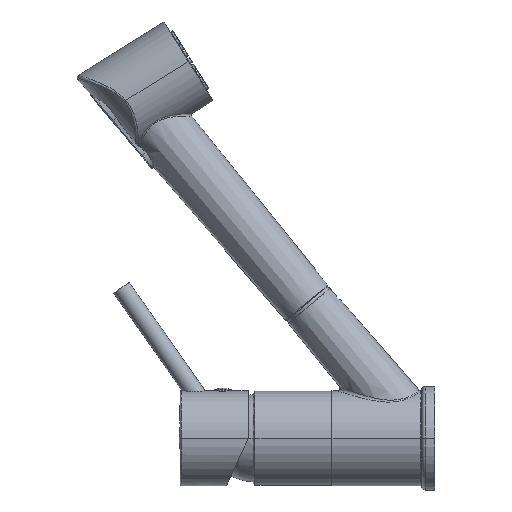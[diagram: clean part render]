
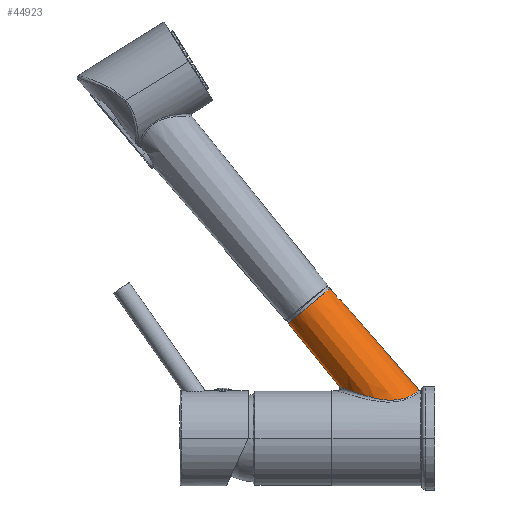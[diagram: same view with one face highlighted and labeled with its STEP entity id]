
A CAD part, left-side view. The second image highlights one B-rep face of the part: STEP entity #44923.
In plain terms, the highlighted conical face has half-angle 1 degrees and reference radius 15.122 mm.
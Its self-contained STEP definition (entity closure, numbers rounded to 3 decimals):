
#14474=CARTESIAN_POINT('',(0.,59.958,63.872));
#14475=DIRECTION('',(0.,0.643,0.766));
#14476=DIRECTION('',(-0.239,-0.744,0.624));
#14477=AXIS2_PLACEMENT_3D('',#14474,#14475,#14476);
#14479=DIRECTION('',(0.,-0.656,-0.755));
#14480=VECTOR('',#14479,63.313);
#14481=CARTESIAN_POINT('',(0.,48.743,
73.282));
#14482=LINE('',#14481,#14480);
#14483=CARTESIAN_POINT('',(0.,49.228,
27.363));
#14484=CARTESIAN_POINT('',(-0.135,49.228,
27.362));
#14485=CARTESIAN_POINT('',(-0.406,49.221,
27.36));
#14486=CARTESIAN_POINT('',(-0.812,49.19,
27.347));
#14487=CARTESIAN_POINT('',(-1.219,49.139,
27.327));
#14488=CARTESIAN_POINT('',(-1.626,49.067,
27.299));
#14489=CARTESIAN_POINT('',(-2.034,48.973,
27.262));
#14490=CARTESIAN_POINT('',(-2.447,48.858,
27.216));
#14491=CARTESIAN_POINT('',(-2.868,48.717,
27.16));
#14492=CARTESIAN_POINT('',(-3.299,48.549,27.094));
#14493=CARTESIAN_POINT('',(-3.744,48.351,
27.016));
#14494=CARTESIAN_POINT('',(-4.202,48.118,
26.925));
#14495=CARTESIAN_POINT('',(-4.672,47.85,
26.82));
#14496=CARTESIAN_POINT('',(-5.153,47.544,
26.701));
#14497=CARTESIAN_POINT('',(-5.644,47.198,
26.567));
#14498=CARTESIAN_POINT('',(-6.146,46.807,
26.416));
#14499=CARTESIAN_POINT('',(-6.661,46.366,
26.247));
#14500=CARTESIAN_POINT('',(-7.189,45.87,
26.058));
#14501=CARTESIAN_POINT('',(-7.73,45.314,
25.848));
#14502=CARTESIAN_POINT('',(-8.283,44.692,
25.615));
#14503=CARTESIAN_POINT('',(-8.848,43.998,
25.359));
#14504=CARTESIAN_POINT('',(-9.421,43.228,
25.077));
#14505=CARTESIAN_POINT('',(-10.001,42.376,
24.771));
#14506=CARTESIAN_POINT('',(-10.584,41.44,
24.44));
#14507=CARTESIAN_POINT('',(-11.165,40.416,
24.086));
#14508=CARTESIAN_POINT('',(-11.738,39.306,
23.712));
#14509=CARTESIAN_POINT('',(-12.295,38.115,
23.323));
#14510=CARTESIAN_POINT('',(-12.827,36.854,
22.926));
#14511=CARTESIAN_POINT('',(-13.326,35.538,
22.53));
#14512=CARTESIAN_POINT('',(-13.782,34.189,
22.144));
#14513=CARTESIAN_POINT('',(-14.19,32.83,
21.78));
#14514=CARTESIAN_POINT('',(-14.544,31.486,
21.446));
#14515=CARTESIAN_POINT('',(-14.842,30.175,
21.148));
#14516=CARTESIAN_POINT('',(-15.087,28.914,
20.89));
#14517=CARTESIAN_POINT('',(-15.281,27.711,
20.673));
#14518=CARTESIAN_POINT('',(-15.429,26.57,
20.496));
#14519=CARTESIAN_POINT('',(-15.535,25.493,
20.356));
#14520=CARTESIAN_POINT('',(-15.603,24.478,
20.253));
#14521=CARTESIAN_POINT('',(-15.637,23.52,
20.181));
#14522=CARTESIAN_POINT('',(-15.64,22.617,
20.139));
#14523=CARTESIAN_POINT('',(-15.616,21.763,
20.124));
#14524=CARTESIAN_POINT('',(-15.567,20.954,
20.133));
#14525=CARTESIAN_POINT('',(-15.494,20.186,
20.164));
#14526=CARTESIAN_POINT('',(-15.399,19.454,
20.215));
#14527=CARTESIAN_POINT('',(-15.282,18.756,
20.286));
#14528=CARTESIAN_POINT('',(-15.146,18.088,
20.373));
#14529=CARTESIAN_POINT('',(-14.989,17.446,
20.476));
#14530=CARTESIAN_POINT('',(-14.812,16.829,
20.595));
#14531=CARTESIAN_POINT('',(-14.616,16.233,
20.728));
#14532=CARTESIAN_POINT('',(-14.398,15.658,
20.875));
#14533=CARTESIAN_POINT('',(-14.16,15.101,
21.034));
#14534=CARTESIAN_POINT('',(-13.899,14.561,
21.206));
#14535=CARTESIAN_POINT('',(-13.616,14.037,
21.389));
#14536=CARTESIAN_POINT('',(-13.309,13.528,
21.583));
#14537=CARTESIAN_POINT('',(-12.978,13.034,
21.787));
#14538=CARTESIAN_POINT('',(-12.621,12.555,
22.));
#14539=CARTESIAN_POINT('',(-12.238,12.091,
22.221));
#14540=CARTESIAN_POINT('',(-11.828,11.643,
22.449));
#14541=CARTESIAN_POINT('',(-11.391,11.211,
22.681));
#14542=CARTESIAN_POINT('',(-10.926,10.796,
22.917));
#14543=CARTESIAN_POINT('',(-10.434,10.4,
23.154));
#14544=CARTESIAN_POINT('',(-9.916,10.023,
23.391));
#14545=CARTESIAN_POINT('',(-9.373,9.667,
23.624));
#14546=CARTESIAN_POINT('',(-8.804,9.332,
23.851));
#14547=CARTESIAN_POINT('',(-8.213,9.02,
24.071));
#14548=CARTESIAN_POINT('',(-7.601,8.731,
24.281));
#14549=CARTESIAN_POINT('',(-6.969,8.467,
24.48));
#14550=CARTESIAN_POINT('',(-6.32,8.226,
24.664));
#14551=CARTESIAN_POINT('',(-5.655,8.011,
24.833));
#14552=CARTESIAN_POINT('',(-4.976,7.821,
24.986));
#14553=CARTESIAN_POINT('',(-4.286,7.657,
25.12));
#14554=CARTESIAN_POINT('',(-3.587,7.518,
25.235));
#14555=CARTESIAN_POINT('',(-2.879,7.404,
25.33));
#14556=CARTESIAN_POINT('',(-2.165,7.315,
25.405));
#14557=CARTESIAN_POINT('',(-1.446,7.252,
25.459));
#14558=CARTESIAN_POINT('',(-0.724,7.214,
25.491));
#14559=CARTESIAN_POINT('',(-0.241,7.206,
25.499));
#14560=CARTESIAN_POINT('',(0.,7.206,
25.499));
#14562=DIRECTION('',(0.,-0.629,-0.777));
#14563=VECTOR('',#14562,42.871);
#14564=CARTESIAN_POINT('',(0.,76.208,60.68));
#14565=LINE('',#14564,#14563);
#14566=CARTESIAN_POINT('',(0.,65.1,70.));
#14567=DIRECTION('',(0.,-0.643,-0.766));
#14568=DIRECTION('',(-0.241,-0.743,0.624));
#14569=AXIS2_PLACEMENT_3D('',#14566,#14567,#14568);
#14571=CARTESIAN_POINT('',(-3.5,54.321,79.045));
#14572=CARTESIAN_POINT('',(-3.5,53.741,78.379));
#14573=CARTESIAN_POINT('',(-3.5,52.58,77.044));
#14574=CARTESIAN_POINT('',(-3.5,50.829,75.032));
#14575=CARTESIAN_POINT('',(-3.5,49.656,73.684));
#14576=CARTESIAN_POINT('',(-3.5,49.068,73.009));
#21191=VERTEX_POINT('',#14483);
#21192=VERTEX_POINT('',#14560);
#21195=CARTESIAN_POINT('',(0.,76.208,60.68));
#21196=VERTEX_POINT('',#21195);
#21219=CARTESIAN_POINT('',(0.,48.743,
73.282));
#21221=VERTEX_POINT('',#21219);
#21224=CARTESIAN_POINT('',(-3.5,49.068,73.009));
#21225=VERTEX_POINT('',#21224);
#21226=VERTEX_POINT('',#14571);
#44905=CARTESIAN_POINT('',(0.,42.183,42.689));
#44906=DIRECTION('',(0.,-0.643,-0.766));
#44907=DIRECTION('',(0.,-0.766,0.643));
#44908=AXIS2_PLACEMENT_3D('',#44905,#44906,#44907);
#44909=CONICAL_SURFACE('',#44908,15.122,1.);
#44911=ORIENTED_EDGE('',*,*,#44910,.T.);
#44913=ORIENTED_EDGE('',*,*,#44912,.T.);
#44914=ORIENTED_EDGE('',*,*,#44888,.F.);
#44916=ORIENTED_EDGE('',*,*,#44915,.F.);
#44918=ORIENTED_EDGE('',*,*,#44917,.F.);
#44920=ORIENTED_EDGE('',*,*,#44919,.T.);
#44921=EDGE_LOOP('',(#44911,#44913,#44914,#44916,#44918,#44920));
#44922=FACE_OUTER_BOUND('',#44921,.F.);
#44923=ADVANCED_FACE('',(#44922),#44909,.T.);
#14478=CIRCLE('',#14477,14.64);
#14561=B_SPLINE_CURVE_WITH_KNOTS('',3,(#14483,#14484,#14485,#14486,#14487,
#14488,#14489,#14490,#14491,#14492,#14493,#14494,#14495,#14496,#14497,#14498,
#14499,#14500,#14501,#14502,#14503,#14504,#14505,#14506,#14507,#14508,#14509,
#14510,#14511,#14512,#14513,#14514,#14515,#14516,#14517,#14518,#14519,#14520,
#14521,#14522,#14523,#14524,#14525,#14526,#14527,#14528,#14529,#14530,#14531,
#14532,#14533,#14534,#14535,#14536,#14537,#14538,#14539,#14540,#14541,#14542,
#14543,#14544,#14545,#14546,#14547,#14548,#14549,#14550,#14551,#14552,#14553,
#14554,#14555,#14556,#14557,#14558,#14559,#14560),.UNSPECIFIED.,.F.,.F.,(4,1,1,
1,1,1,1,1,1,1,1,1,1,1,1,1,1,1,1,1,1,1,1,1,1,1,1,1,1,1,1,1,1,1,1,1,1,1,1,1,1,1,1,
1,1,1,1,1,1,1,1,1,1,1,1,1,1,1,1,1,1,1,1,1,1,1,1,1,1,1,1,1,1,1,1,4),(0.,
0.013,0.027,0.04,0.053,0.067,
0.08,0.093,0.107,0.12,0.133,
0.147,0.16,0.173,0.187,0.2,
0.213,0.227,0.24,0.253,0.267,
0.28,0.293,0.307,0.32,0.333,
0.347,0.36,0.373,0.387,0.4,
0.413,0.427,0.44,0.453,0.467,
0.48,0.493,0.507,0.52,0.533,
0.547,0.56,0.573,0.587,0.6,
0.613,0.627,0.64,0.653,0.667,
0.68,0.693,0.707,0.72,0.733,
0.747,0.76,0.773,0.787,0.8,
0.813,0.827,0.84,0.853,0.867,
0.88,0.893,0.907,0.92,0.933,
0.947,0.96,0.973,0.987,1.),
.UNSPECIFIED.);
#14570=CIRCLE('',#14569,14.5);
#14577=B_SPLINE_CURVE_WITH_KNOTS('',3,(#14571,#14572,#14573,#14574,#14575,
#14576),.UNSPECIFIED.,.F.,.F.,(4,1,1,4),(0.,0.333,
0.667,1.),.UNSPECIFIED.);
#44888=EDGE_CURVE('',#21191,#21192,#14561,.T.);
#44910=EDGE_CURVE('',#21225,#21221,#14478,.T.);
#44912=EDGE_CURVE('',#21221,#21192,#14482,.T.);
#44915=EDGE_CURVE('',#21196,#21191,#14565,.T.);
#44917=EDGE_CURVE('',#21226,#21196,#14570,.T.);
#44919=EDGE_CURVE('',#21226,#21225,#14577,.T.);
